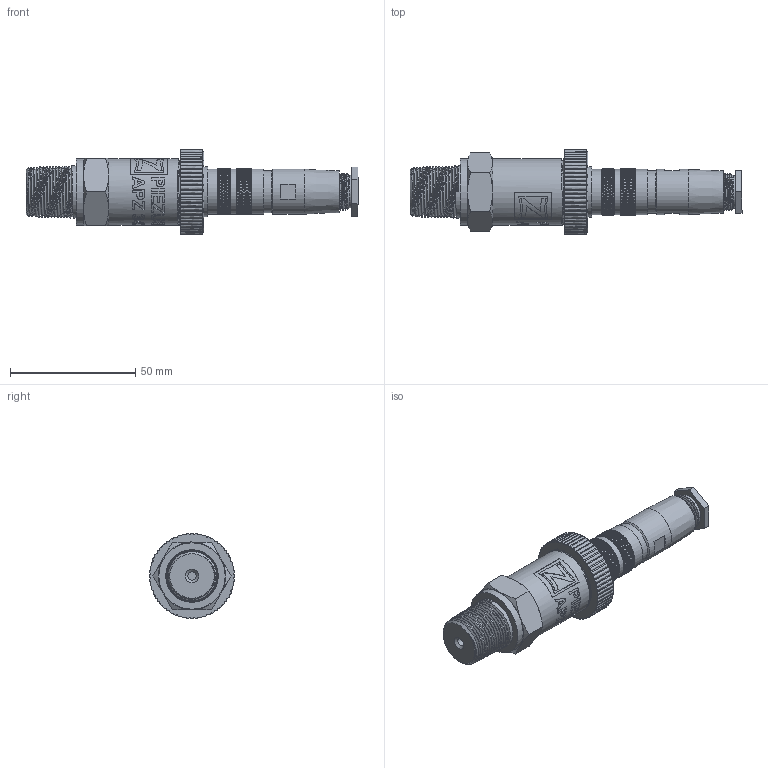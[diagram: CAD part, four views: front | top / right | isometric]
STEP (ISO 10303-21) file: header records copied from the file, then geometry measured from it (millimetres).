
FILE_DESCRIPTION(/* description */ (''),/* implementation_level */ '2;1');
FILE_NAME(/* name */ 'APZ3421_13_Binder723.step',/* time_stamp */ '2021-06-25T12:01:47+03:00',/* author */ (''),/* organization */ (''),/* preprocessor_version */ 'ST-DEVELOPER v18.1',/* originating_system */ 'Autodesk Translation Framework v10.9.0.1377',/* authorisation */ '');
FILE_SCHEMA (('AUTOMOTIVE_DESIGN { 1 0 10303 214 3 1 1 }'));
Products named in the file (7): АПЗ 3420 в.2; 1/2 NPT; OMAL nut M27x1.5 v8; Ш100.000.005 v4; Binder 723 assembly v4; Binder 723 female v10; Binder 723 male v8
Assembly tree (6 placements, depth 3):
  АПЗ 3420 в.2
    1/2 NPT
    OMAL nut M27x1.5 v8
    Ш100.000.005 v4
    Binder 723 assembly v4
      Binder 723 female v10
      Binder 723 male v8
Bounding box: 132.58 x 34 x 34 mm (x, y, z)
Volume: 51268 mm3; surface area: 21664.4 mm2
Topology: 7 solids, 7 shells, 3495 faces, 8847 edges, 5787 vertices
Faces by surface type: plane 2150, cylinder 606, bspline 422, cone 316, torus 1
Full cylindrical faces by diameter (mm): 1 x15, 1.5 x5, 3.3 x1, 10 x1, 11.8 x1, 12 x1, 13 x1, 13.5 x1, 13.741 x3, 14.884 x2, 15.044 x5, 15.2 x1, 15.908 x4, 16.8 x1, 17.044 x7, 17.283 x6, 17.6 x1, 17.908 x7, 18 x4, 18.124 x7, 18.161 x2, 20 x1, 21.4 x2, 22.3 x1, 22.4 x1, 24.5 x1, 25.132 x4, 25.526 x4, 26.5 x6, 27.208 x5
Entity records: 131639 total; most frequent: CARTESIAN_POINT 48132, DIRECTION 17793, ORIENTED_EDGE 17694, EDGE_CURVE 8847, AXIS2_PLACEMENT_3D 7679, VERTEX_POINT 5787, EDGE_LOOP 3922, ELLIPSE 3870
